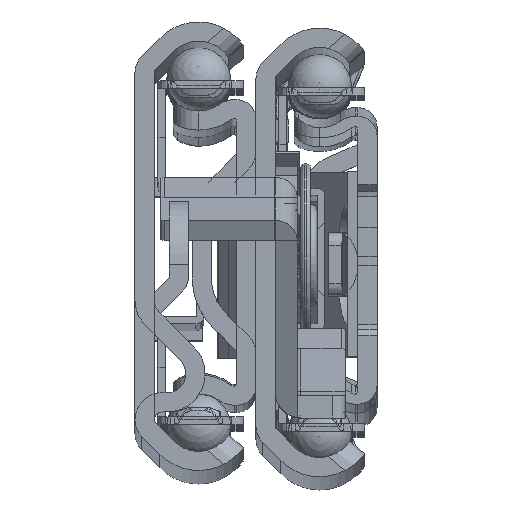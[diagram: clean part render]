
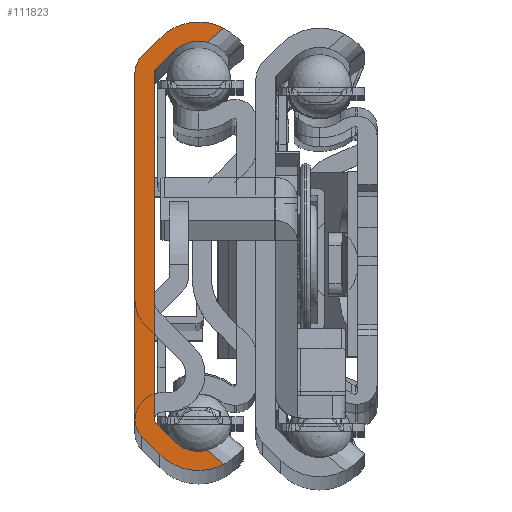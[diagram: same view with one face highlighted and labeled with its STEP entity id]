
A CAD part, top view. The second image highlights one B-rep face of the part: STEP entity #111823.
In plain terms, the highlighted planar face has unit normal (0, 0, 1).
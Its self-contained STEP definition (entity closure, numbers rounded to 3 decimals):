
#8705=PLANE('',#118044);
#11167=FACE_OUTER_BOUND('',#17072,.T.);
#17072=EDGE_LOOP('',(#71879,#71880,#71881,#71882,#71883,#71884,#71885,#71886,
#71887,#71888,#71889,#71890,#71891,#71892,#71893,#71894));
#23341=LINE('',#156042,#30232);
#23391=LINE('',#156264,#30282);
#23482=LINE('',#156597,#30373);
#23483=LINE('',#156602,#30374);
#23484=LINE('',#156607,#30375);
#23485=LINE('',#156610,#30376);
#23486=LINE('',#156612,#30377);
#23487=LINE('',#156616,#30378);
#30232=VECTOR('',#129014,10.);
#30282=VECTOR('',#129136,10.);
#30373=VECTOR('',#129401,10.);
#30374=VECTOR('',#129406,10.);
#30375=VECTOR('',#129411,10.);
#30376=VECTOR('',#129414,10.);
#30377=VECTOR('',#129415,10.);
#30378=VECTOR('',#129420,10.);
#36713=CIRCLE('',#118038,4.3);
#36714=CIRCLE('',#118042,4.3);
#36715=CIRCLE('',#118045,2.8);
#36716=CIRCLE('',#118046,0.3);
#36717=CIRCLE('',#118047,0.3);
#36718=CIRCLE('',#118048,2.8);
#36719=CIRCLE('',#118049,1.8);
#36720=CIRCLE('',#118050,1.8);
#41525=VERTEX_POINT('',#156040);
#41526=VERTEX_POINT('',#156041);
#41593=VERTEX_POINT('',#156262);
#41594=VERTEX_POINT('',#156263);
#41658=VERTEX_POINT('',#156516);
#41659=VERTEX_POINT('',#156527);
#41664=VERTEX_POINT('',#156565);
#41665=VERTEX_POINT('',#156567);
#41667=VERTEX_POINT('',#156582);
#41668=VERTEX_POINT('',#156599);
#41669=VERTEX_POINT('',#156601);
#41670=VERTEX_POINT('',#156604);
#41671=VERTEX_POINT('',#156606);
#41672=VERTEX_POINT('',#156608);
#41673=VERTEX_POINT('',#156611);
#41674=VERTEX_POINT('',#156614);
#53303=EDGE_CURVE('',#41525,#41526,#23341,.T.);
#53383=EDGE_CURVE('',#41593,#41594,#23391,.T.);
#53500=EDGE_CURVE('',#41658,#41659,#36713,.T.);
#53509=EDGE_CURVE('',#41664,#41665,#36714,.T.);
#53513=EDGE_CURVE('',#41667,#41658,#23482,.T.);
#53514=EDGE_CURVE('',#41668,#41667,#36715,.T.);
#53515=EDGE_CURVE('',#41669,#41668,#23483,.T.);
#53516=EDGE_CURVE('',#41526,#41669,#36716,.T.);
#53517=EDGE_CURVE('',#41670,#41525,#36717,.T.);
#53518=EDGE_CURVE('',#41671,#41670,#23484,.T.);
#53519=EDGE_CURVE('',#41672,#41671,#36718,.T.);
#53520=EDGE_CURVE('',#41665,#41672,#23485,.T.);
#53521=EDGE_CURVE('',#41673,#41664,#23486,.T.);
#53522=EDGE_CURVE('',#41594,#41673,#36719,.T.);
#53523=EDGE_CURVE('',#41674,#41593,#36720,.T.);
#53524=EDGE_CURVE('',#41659,#41674,#23487,.T.);
#71879=ORIENTED_EDGE('',*,*,#53513,.F.);
#71880=ORIENTED_EDGE('',*,*,#53514,.F.);
#71881=ORIENTED_EDGE('',*,*,#53515,.F.);
#71882=ORIENTED_EDGE('',*,*,#53516,.F.);
#71883=ORIENTED_EDGE('',*,*,#53303,.F.);
#71884=ORIENTED_EDGE('',*,*,#53517,.F.);
#71885=ORIENTED_EDGE('',*,*,#53518,.F.);
#71886=ORIENTED_EDGE('',*,*,#53519,.F.);
#71887=ORIENTED_EDGE('',*,*,#53520,.F.);
#71888=ORIENTED_EDGE('',*,*,#53509,.F.);
#71889=ORIENTED_EDGE('',*,*,#53521,.F.);
#71890=ORIENTED_EDGE('',*,*,#53522,.F.);
#71891=ORIENTED_EDGE('',*,*,#53383,.F.);
#71892=ORIENTED_EDGE('',*,*,#53523,.F.);
#71893=ORIENTED_EDGE('',*,*,#53524,.F.);
#71894=ORIENTED_EDGE('',*,*,#53500,.F.);
#111823=ADVANCED_FACE('',(#11167),#8705,.T.);
#118038=AXIS2_PLACEMENT_3D('',#156528,#129382,#129383);
#118042=AXIS2_PLACEMENT_3D('',#156568,#129396,#129397);
#118044=AXIS2_PLACEMENT_3D('',#156598,#129402,#129403);
#118045=AXIS2_PLACEMENT_3D('',#156600,#129404,#129405);
#118046=AXIS2_PLACEMENT_3D('',#156603,#129407,#129408);
#118047=AXIS2_PLACEMENT_3D('',#156605,#129409,#129410);
#118048=AXIS2_PLACEMENT_3D('',#156609,#129412,#129413);
#118049=AXIS2_PLACEMENT_3D('',#156613,#129416,#129417);
#118050=AXIS2_PLACEMENT_3D('',#156615,#129418,#129419);
#129014=DIRECTION('',(0.,-1.,0.));
#129136=DIRECTION('',(0.,1.,0.));
#129382=DIRECTION('center_axis',(0.,0.,-1.));
#129383=DIRECTION('ref_axis',(0.707,0.707,0.));
#129396=DIRECTION('center_axis',(0.,0.,-1.));
#129397=DIRECTION('ref_axis',(-0.814,-0.581,0.));
#129401=DIRECTION('',(0.751,-0.66,0.));
#129402=DIRECTION('center_axis',(0.,0.,1.));
#129403=DIRECTION('ref_axis',(1.,0.,0.));
#129404=DIRECTION('center_axis',(0.,0.,1.));
#129405=DIRECTION('ref_axis',(-0.707,-0.707,0.));
#129406=DIRECTION('',(0.707,-0.707,0.));
#129407=DIRECTION('center_axis',(0.,0.,1.));
#129408=DIRECTION('ref_axis',(-1.,0.,0.));
#129409=DIRECTION('center_axis',(0.,0.,1.));
#129410=DIRECTION('ref_axis',(-0.707,0.707,0.));
#129411=DIRECTION('',(-0.707,-0.707,0.));
#129412=DIRECTION('center_axis',(0.,0.,1.));
#129413=DIRECTION('ref_axis',(0.844,0.536,0.));
#129414=DIRECTION('',(-0.751,-0.66,0.));
#129415=DIRECTION('',(0.707,0.707,0.));
#129416=DIRECTION('center_axis',(0.,0.,-1.));
#129417=DIRECTION('ref_axis',(0.707,-0.707,0.));
#129418=DIRECTION('center_axis',(0.,0.,-1.));
#129419=DIRECTION('ref_axis',(1.,0.,0.));
#129420=DIRECTION('',(-0.707,0.707,0.));
#156040=CARTESIAN_POINT('',(1.5,13.636,455.5));
#156041=CARTESIAN_POINT('',(1.5,-13.636,455.5));
#156042=CARTESIAN_POINT('',(1.5,13.636,455.5));
#156262=CARTESIAN_POINT('',(0.,-13.636,455.5));
#156263=CARTESIAN_POINT('',(0.,13.636,455.5));
#156264=CARTESIAN_POINT('',(0.,-13.636,455.5));
#156516=CARTESIAN_POINT('',(6.974,-17.12,455.5));
#156527=CARTESIAN_POINT('',(1.959,-16.341,455.5));
#156528=CARTESIAN_POINT('Origin',(5.,-13.3,455.5));
#156565=CARTESIAN_POINT('',(1.959,16.341,455.5));
#156567=CARTESIAN_POINT('',(6.974,17.12,455.5));
#156568=CARTESIAN_POINT('Origin',(5.,13.3,455.5));
#156582=CARTESIAN_POINT('',(5.71,-16.009,455.5));
#156597=CARTESIAN_POINT('',(0.935,-11.813,455.5));
#156598=CARTESIAN_POINT('Origin',(2.262,0.,
455.5));
#156599=CARTESIAN_POINT('',(3.02,-15.28,455.5));
#156600=CARTESIAN_POINT('Origin',(5.,-13.3,455.5));
#156601=CARTESIAN_POINT('',(1.588,-13.848,455.5));
#156602=CARTESIAN_POINT('',(1.588,-13.848,455.5));
#156603=CARTESIAN_POINT('Origin',(1.8,-13.636,455.5));
#156604=CARTESIAN_POINT('',(1.588,13.848,455.5));
#156605=CARTESIAN_POINT('Origin',(1.8,13.636,455.5));
#156606=CARTESIAN_POINT('',(3.02,15.28,455.5));
#156607=CARTESIAN_POINT('',(3.02,15.28,455.5));
#156608=CARTESIAN_POINT('',(5.71,16.009,455.5));
#156609=CARTESIAN_POINT('Origin',(5.,13.3,455.5));
#156610=CARTESIAN_POINT('',(1.503,12.312,455.5));
#156611=CARTESIAN_POINT('',(0.527,14.908,455.5));
#156612=CARTESIAN_POINT('',(0.527,14.908,455.5));
#156613=CARTESIAN_POINT('Origin',(1.8,13.636,455.5));
#156614=CARTESIAN_POINT('',(0.527,-14.908,455.5));
#156615=CARTESIAN_POINT('Origin',(1.8,-13.636,455.5));
#156616=CARTESIAN_POINT('',(1.959,-16.341,455.5));
